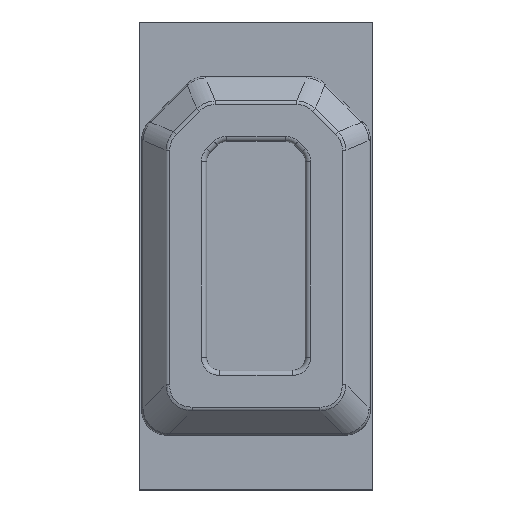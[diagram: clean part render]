
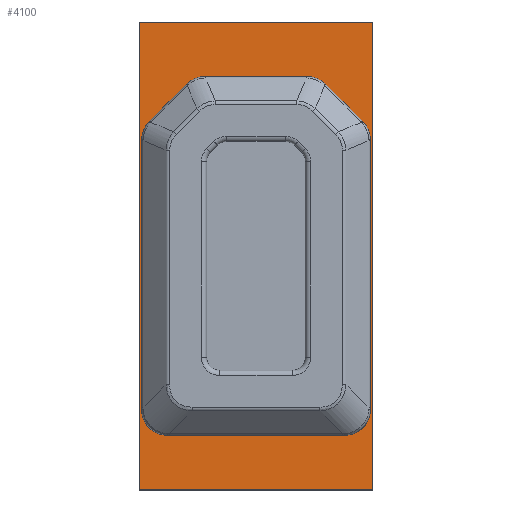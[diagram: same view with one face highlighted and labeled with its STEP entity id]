
A CAD part, top view. The second image highlights one B-rep face of the part: STEP entity #4100.
In plain terms, the highlighted planar face has unit normal (0, 0, 1).
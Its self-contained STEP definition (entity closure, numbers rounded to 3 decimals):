
#116=FACE_BOUND('',#866,.T.);
#319=PLANE('',#4444);
#612=FACE_OUTER_BOUND('',#865,.T.);
#865=EDGE_LOOP('',(#3797,#3798,#3799,#3800));
#866=EDGE_LOOP('',(#3801,#3802,#3803,#3804,#3805,#3806,#3807,#3808,#3809,
#3810,#3811,#3812));
#1173=LINE('',#7865,#1513);
#1177=LINE('',#7877,#1517);
#1181=LINE('',#7889,#1521);
#1185=LINE('',#7901,#1525);
#1189=LINE('',#7913,#1529);
#1193=LINE('',#7925,#1533);
#1197=LINE('',#7937,#1537);
#1200=LINE('',#7943,#1540);
#1203=LINE('',#7949,#1543);
#1206=LINE('',#7953,#1546);
#1513=VECTOR('',#5333,10.);
#1517=VECTOR('',#5345,10.);
#1521=VECTOR('',#5357,10.);
#1525=VECTOR('',#5369,10.);
#1529=VECTOR('',#5381,10.);
#1533=VECTOR('',#5393,10.);
#1537=VECTOR('',#5405,10.);
#1540=VECTOR('',#5410,10.);
#1543=VECTOR('',#5415,10.);
#1546=VECTOR('',#5420,10.);
#1644=CIRCLE('',#4418,0.4);
#1646=CIRCLE('',#4422,0.4);
#1648=CIRCLE('',#4426,0.4);
#1650=CIRCLE('',#4430,0.4);
#1652=CIRCLE('',#4434,0.4);
#1654=CIRCLE('',#4438,0.4);
#2001=VERTEX_POINT('',#7862);
#2002=VERTEX_POINT('',#7864);
#2004=VERTEX_POINT('',#7870);
#2006=VERTEX_POINT('',#7876);
#2008=VERTEX_POINT('',#7882);
#2010=VERTEX_POINT('',#7888);
#2012=VERTEX_POINT('',#7894);
#2014=VERTEX_POINT('',#7900);
#2016=VERTEX_POINT('',#7906);
#2018=VERTEX_POINT('',#7912);
#2020=VERTEX_POINT('',#7918);
#2022=VERTEX_POINT('',#7924);
#2025=VERTEX_POINT('',#7934);
#2026=VERTEX_POINT('',#7936);
#2028=VERTEX_POINT('',#7942);
#2030=VERTEX_POINT('',#7948);
#2579=EDGE_CURVE('',#2002,#2001,#1173,.T.);
#2582=EDGE_CURVE('',#2004,#2002,#1644,.T.);
#2585=EDGE_CURVE('',#2006,#2004,#1177,.T.);
#2588=EDGE_CURVE('',#2008,#2006,#1646,.T.);
#2591=EDGE_CURVE('',#2010,#2008,#1181,.T.);
#2594=EDGE_CURVE('',#2012,#2010,#1648,.T.);
#2597=EDGE_CURVE('',#2014,#2012,#1185,.T.);
#2600=EDGE_CURVE('',#2016,#2014,#1650,.T.);
#2603=EDGE_CURVE('',#2018,#2016,#1189,.T.);
#2606=EDGE_CURVE('',#2020,#2018,#1652,.T.);
#2609=EDGE_CURVE('',#2022,#2020,#1193,.T.);
#2612=EDGE_CURVE('',#2001,#2022,#1654,.T.);
#2615=EDGE_CURVE('',#2026,#2025,#1197,.T.);
#2618=EDGE_CURVE('',#2028,#2026,#1200,.T.);
#2621=EDGE_CURVE('',#2030,#2028,#1203,.T.);
#2624=EDGE_CURVE('',#2025,#2030,#1206,.T.);
#3797=ORIENTED_EDGE('',*,*,#2624,.T.);
#3798=ORIENTED_EDGE('',*,*,#2621,.T.);
#3799=ORIENTED_EDGE('',*,*,#2618,.T.);
#3800=ORIENTED_EDGE('',*,*,#2615,.T.);
#3801=ORIENTED_EDGE('',*,*,#2612,.T.);
#3802=ORIENTED_EDGE('',*,*,#2609,.T.);
#3803=ORIENTED_EDGE('',*,*,#2606,.T.);
#3804=ORIENTED_EDGE('',*,*,#2603,.T.);
#3805=ORIENTED_EDGE('',*,*,#2600,.T.);
#3806=ORIENTED_EDGE('',*,*,#2597,.T.);
#3807=ORIENTED_EDGE('',*,*,#2594,.T.);
#3808=ORIENTED_EDGE('',*,*,#2591,.T.);
#3809=ORIENTED_EDGE('',*,*,#2588,.T.);
#3810=ORIENTED_EDGE('',*,*,#2585,.T.);
#3811=ORIENTED_EDGE('',*,*,#2582,.T.);
#3812=ORIENTED_EDGE('',*,*,#2579,.T.);
#4100=ADVANCED_FACE('',(#612,#116),#319,.F.);
#4418=AXIS2_PLACEMENT_3D('',#7871,#5339,#5340);
#4422=AXIS2_PLACEMENT_3D('',#7883,#5351,#5352);
#4426=AXIS2_PLACEMENT_3D('',#7895,#5363,#5364);
#4430=AXIS2_PLACEMENT_3D('',#7907,#5375,#5376);
#4434=AXIS2_PLACEMENT_3D('',#7919,#5387,#5388);
#4438=AXIS2_PLACEMENT_3D('',#7929,#5399,#5400);
#4444=AXIS2_PLACEMENT_3D('',#7955,#5423,#5424);
#5333=DIRECTION('',(0.,-1.,0.));
#5339=DIRECTION('center_axis',(0.,0.,-1.));
#5340=DIRECTION('ref_axis',(0.707,0.707,0.));
#5345=DIRECTION('',(0.707,-0.707,0.));
#5351=DIRECTION('center_axis',(0.,0.,-1.));
#5352=DIRECTION('ref_axis',(0.,1.,0.));
#5357=DIRECTION('',(1.,0.,0.));
#5363=DIRECTION('center_axis',(0.,0.,-1.));
#5364=DIRECTION('ref_axis',(-0.707,0.707,0.));
#5369=DIRECTION('',(0.707,0.707,0.));
#5375=DIRECTION('center_axis',(0.,0.,-1.));
#5376=DIRECTION('ref_axis',(-1.,0.,0.));
#5381=DIRECTION('',(0.,1.,0.));
#5387=DIRECTION('center_axis',(0.,0.,-1.));
#5388=DIRECTION('ref_axis',(0.,-1.,0.));
#5393=DIRECTION('',(-1.,0.,0.));
#5399=DIRECTION('center_axis',(0.,0.,-1.));
#5400=DIRECTION('ref_axis',(1.,0.,0.));
#5405=DIRECTION('',(-1.,0.,0.));
#5410=DIRECTION('',(0.,1.,0.));
#5415=DIRECTION('',(1.,0.,0.));
#5420=DIRECTION('',(0.,-1.,0.));
#5423=DIRECTION('center_axis',(0.,0.,-1.));
#5424=DIRECTION('ref_axis',(1.,0.,0.));
#7862=CARTESIAN_POINT('',(2.1,-2.95,0.01));
#7864=CARTESIAN_POINT('',(2.1,2.228,0.01));
#7865=CARTESIAN_POINT('',(2.1,2.228,0.01));
#7870=CARTESIAN_POINT('',(1.983,2.511,0.01));
#7871=CARTESIAN_POINT('Origin',(1.7,2.228,0.01));
#7876=CARTESIAN_POINT('',(1.261,3.233,0.01));
#7877=CARTESIAN_POINT('',(1.261,3.233,0.01));
#7882=CARTESIAN_POINT('',(0.978,3.35,0.01));
#7883=CARTESIAN_POINT('Origin',(0.978,2.95,0.01));
#7888=CARTESIAN_POINT('',(-0.978,3.35,0.01));
#7889=CARTESIAN_POINT('',(-0.978,3.35,0.01));
#7894=CARTESIAN_POINT('',(-1.261,3.233,0.01));
#7895=CARTESIAN_POINT('Origin',(-0.978,2.95,0.01));
#7900=CARTESIAN_POINT('',(-1.983,2.511,0.01));
#7901=CARTESIAN_POINT('',(-1.983,2.511,0.01));
#7906=CARTESIAN_POINT('',(-2.1,2.228,0.01));
#7907=CARTESIAN_POINT('Origin',(-1.7,2.228,0.01));
#7912=CARTESIAN_POINT('',(-2.1,-2.95,0.01));
#7913=CARTESIAN_POINT('',(-2.1,-2.95,0.01));
#7918=CARTESIAN_POINT('',(-1.7,-3.35,0.01));
#7919=CARTESIAN_POINT('Origin',(-1.7,-2.95,0.01));
#7924=CARTESIAN_POINT('',(1.7,-3.35,0.01));
#7925=CARTESIAN_POINT('',(1.7,-3.35,0.01));
#7929=CARTESIAN_POINT('Origin',(1.7,-2.95,0.01));
#7934=CARTESIAN_POINT('',(-2.25,4.5,0.01));
#7936=CARTESIAN_POINT('',(2.25,4.5,0.01));
#7937=CARTESIAN_POINT('',(-2.25,4.5,0.01));
#7942=CARTESIAN_POINT('',(2.25,-4.5,0.01));
#7943=CARTESIAN_POINT('',(2.25,4.5,0.01));
#7948=CARTESIAN_POINT('',(-2.25,-4.5,0.01));
#7949=CARTESIAN_POINT('',(2.25,-4.5,0.01));
#7953=CARTESIAN_POINT('',(-2.25,-4.5,0.01));
#7955=CARTESIAN_POINT('Origin',(0.,0.,0.01));
